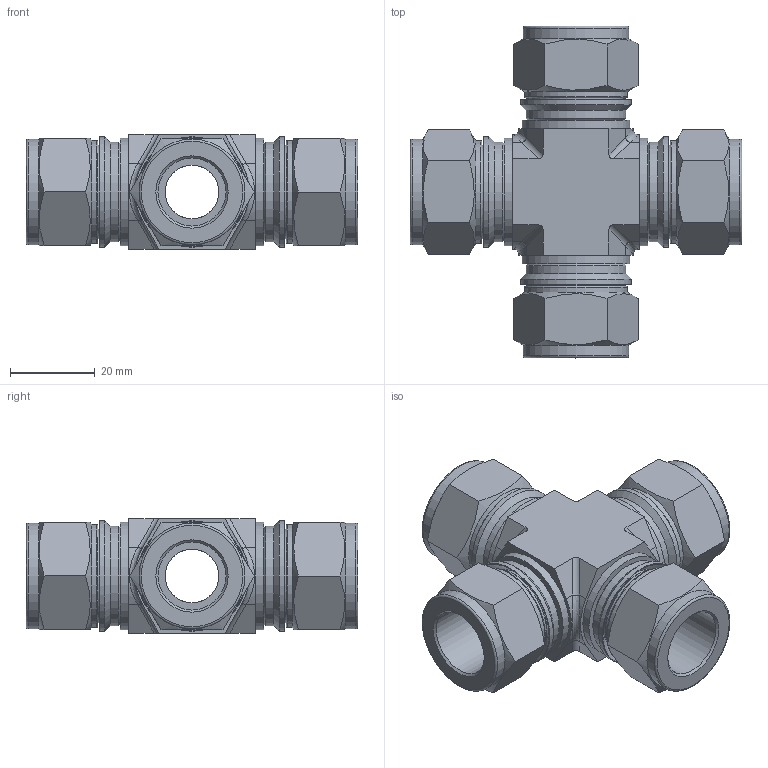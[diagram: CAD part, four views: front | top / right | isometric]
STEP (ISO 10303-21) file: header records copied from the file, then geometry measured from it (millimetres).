
FILE_DESCRIPTION(/* description */ (''),/* implementation_level */ '2;1');
FILE_NAME(/* name */ 'SUCI-10.stp',/* time_stamp */ '2022-07-08T15:48:09+09:00',/* author */ ('user'),/* organization */ (''),/* preprocessor_version */ 'ST-DEVELOPER v18.1',/* originating_system */ 'Autodesk Inventor 2022',/* authorisation */ '');
FILE_SCHEMA (('AUTOMOTIVE_DESIGN { 1 0 10303 214 3 1 1 }'));
Length unit declared in the file: millimetre
Products named in the file (1): SUC-10
Bounding box: 78.45 x 78.45 x 27 mm (x, y, z)
Volume: 45661.4 mm3; surface area: 23168.6 mm2
Topology: 1 solids, 1 shells, 170 faces, 368 edges, 222 vertices
Faces by surface type: plane 70, cylinder 56, cone 32, torus 8, bspline 4
Full cylindrical faces by diameter (mm): 12.7 x4, 16.1 x4, 20.4 x4, 20.8 x4, 22.22 x4, 23.5 x4, 24.3 x4, 25 x4, 25.4 x4, 26.1 x4
Entity records: 4693 total; most frequent: CARTESIAN_POINT 973, DIRECTION 806, ORIENTED_EDGE 736, EDGE_CURVE 368, AXIS2_PLACEMENT_3D 319, VERTEX_POINT 222, EDGE_LOOP 198, FACE_OUTER_BOUND 170
